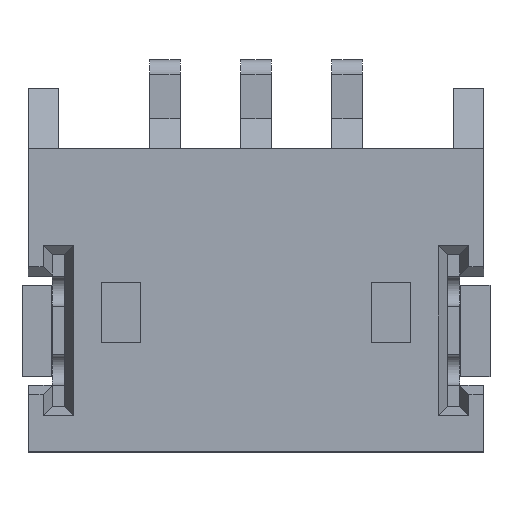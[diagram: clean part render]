
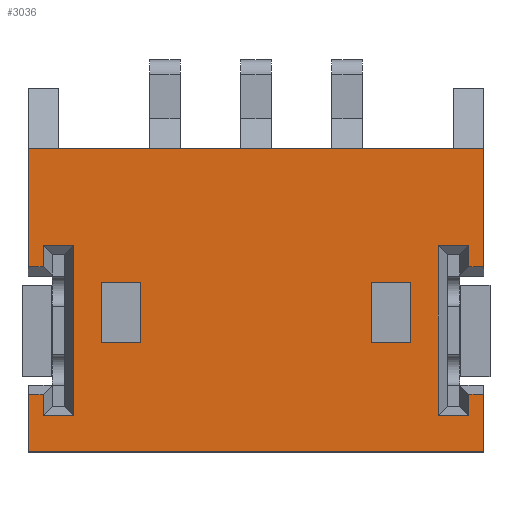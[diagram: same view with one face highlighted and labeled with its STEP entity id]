
A CAD part, top view. The second image highlights one B-rep face of the part: STEP entity #3036.
In plain terms, the highlighted planar face has unit normal (0, 0, 1).
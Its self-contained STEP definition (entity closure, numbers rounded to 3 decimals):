
#223=ORIENTED_EDGE('',*,*,#1035,.T.);
#224=ORIENTED_EDGE('',*,*,#1078,.F.);
#225=ORIENTED_EDGE('',*,*,#1092,.T.);
#226=ORIENTED_EDGE('',*,*,#1093,.T.);
#227=ORIENTED_EDGE('',*,*,#1094,.T.);
#228=ORIENTED_EDGE('',*,*,#1095,.T.);
#229=ORIENTED_EDGE('',*,*,#1096,.T.);
#230=ORIENTED_EDGE('',*,*,#1097,.T.);
#231=ORIENTED_EDGE('',*,*,#1098,.T.);
#232=ORIENTED_EDGE('',*,*,#1081,.F.);
#233=ORIENTED_EDGE('',*,*,#1073,.F.);
#234=ORIENTED_EDGE('',*,*,#1099,.T.);
#235=ORIENTED_EDGE('',*,*,#1100,.T.);
#236=ORIENTED_EDGE('',*,*,#1101,.T.);
#237=ORIENTED_EDGE('',*,*,#1102,.T.);
#238=ORIENTED_EDGE('',*,*,#1103,.T.);
#239=ORIENTED_EDGE('',*,*,#1104,.T.);
#240=ORIENTED_EDGE('',*,*,#1105,.T.);
#241=ORIENTED_EDGE('',*,*,#1106,.T.);
#242=ORIENTED_EDGE('',*,*,#1107,.T.);
#243=ORIENTED_EDGE('',*,*,#1108,.T.);
#244=ORIENTED_EDGE('',*,*,#1109,.T.);
#245=ORIENTED_EDGE('',*,*,#1110,.T.);
#246=ORIENTED_EDGE('',*,*,#1111,.T.);
#247=ORIENTED_EDGE('',*,*,#1112,.T.);
#248=ORIENTED_EDGE('',*,*,#1113,.T.);
#249=ORIENTED_EDGE('',*,*,#1114,.T.);
#250=ORIENTED_EDGE('',*,*,#1115,.T.);
#1035=EDGE_CURVE('',#1470,#1469,#1761,.T.);
#1073=EDGE_CURVE('',#1505,#1506,#1799,.T.);
#1078=EDGE_CURVE('',#1508,#1469,#1804,.T.);
#1081=EDGE_CURVE('',#1506,#1510,#1807,.T.);
#1092=EDGE_CURVE('',#1508,#1520,#1818,.T.);
#1093=EDGE_CURVE('',#1520,#1521,#1819,.T.);
#1094=EDGE_CURVE('',#1521,#1522,#1820,.T.);
#1095=EDGE_CURVE('',#1522,#1523,#1821,.T.);
#1096=EDGE_CURVE('',#1523,#1524,#1822,.T.);
#1097=EDGE_CURVE('',#1524,#1525,#1823,.T.);
#1098=EDGE_CURVE('',#1525,#1510,#1824,.T.);
#1099=EDGE_CURVE('',#1505,#1526,#1825,.T.);
#1100=EDGE_CURVE('',#1526,#1527,#1826,.T.);
#1101=EDGE_CURVE('',#1527,#1528,#1827,.T.);
#1102=EDGE_CURVE('',#1528,#1529,#1828,.T.);
#1103=EDGE_CURVE('',#1529,#1530,#1829,.T.);
#1104=EDGE_CURVE('',#1530,#1531,#1830,.T.);
#1105=EDGE_CURVE('',#1531,#1532,#1831,.T.);
#1106=EDGE_CURVE('',#1532,#1533,#1832,.T.);
#1107=EDGE_CURVE('',#1533,#1470,#1833,.T.);
#1108=EDGE_CURVE('',#1534,#1535,#1834,.T.);
#1109=EDGE_CURVE('',#1535,#1536,#1835,.T.);
#1110=EDGE_CURVE('',#1536,#1537,#1836,.T.);
#1111=EDGE_CURVE('',#1537,#1534,#1837,.T.);
#1112=EDGE_CURVE('',#1538,#1539,#1838,.T.);
#1113=EDGE_CURVE('',#1539,#1540,#1839,.T.);
#1114=EDGE_CURVE('',#1540,#1541,#1840,.T.);
#1115=EDGE_CURVE('',#1541,#1538,#1841,.T.);
#1469=VERTEX_POINT('',#4318);
#1470=VERTEX_POINT('',#4320);
#1505=VERTEX_POINT('',#4395);
#1506=VERTEX_POINT('',#4397);
#1508=VERTEX_POINT('',#4404);
#1510=VERTEX_POINT('',#4411);
#1520=VERTEX_POINT('',#4435);
#1521=VERTEX_POINT('',#4437);
#1522=VERTEX_POINT('',#4439);
#1523=VERTEX_POINT('',#4441);
#1524=VERTEX_POINT('',#4443);
#1525=VERTEX_POINT('',#4445);
#1526=VERTEX_POINT('',#4448);
#1527=VERTEX_POINT('',#4450);
#1528=VERTEX_POINT('',#4452);
#1529=VERTEX_POINT('',#4454);
#1530=VERTEX_POINT('',#4456);
#1531=VERTEX_POINT('',#4458);
#1532=VERTEX_POINT('',#4460);
#1533=VERTEX_POINT('',#4462);
#1534=VERTEX_POINT('',#4465);
#1535=VERTEX_POINT('',#4466);
#1536=VERTEX_POINT('',#4468);
#1537=VERTEX_POINT('',#4470);
#1538=VERTEX_POINT('',#4473);
#1539=VERTEX_POINT('',#4474);
#1540=VERTEX_POINT('',#4476);
#1541=VERTEX_POINT('',#4478);
#1761=LINE('',#4319,#2175);
#1799=LINE('',#4396,#2213);
#1804=LINE('',#4405,#2218);
#1807=LINE('',#4410,#2221);
#1818=LINE('',#4434,#2232);
#1819=LINE('',#4436,#2233);
#1820=LINE('',#4438,#2234);
#1821=LINE('',#4440,#2235);
#1822=LINE('',#4442,#2236);
#1823=LINE('',#4444,#2237);
#1824=LINE('',#4446,#2238);
#1825=LINE('',#4447,#2239);
#1826=LINE('',#4449,#2240);
#1827=LINE('',#4451,#2241);
#1828=LINE('',#4453,#2242);
#1829=LINE('',#4455,#2243);
#1830=LINE('',#4457,#2244);
#1831=LINE('',#4459,#2245);
#1832=LINE('',#4461,#2246);
#1833=LINE('',#4463,#2247);
#1834=LINE('',#4464,#2248);
#1835=LINE('',#4467,#2249);
#1836=LINE('',#4469,#2250);
#1837=LINE('',#4471,#2251);
#1838=LINE('',#4472,#2252);
#1839=LINE('',#4475,#2253);
#1840=LINE('',#4477,#2254);
#1841=LINE('',#4479,#2255);
#2175=VECTOR('',#3487,1000.);
#2213=VECTOR('',#3531,1000.);
#2218=VECTOR('',#3538,1000.);
#2221=VECTOR('',#3543,1000.);
#2232=VECTOR('',#3560,1000.);
#2233=VECTOR('',#3561,1000.);
#2234=VECTOR('',#3562,1000.);
#2235=VECTOR('',#3563,1000.);
#2236=VECTOR('',#3564,1000.);
#2237=VECTOR('',#3565,1000.);
#2238=VECTOR('',#3566,1000.);
#2239=VECTOR('',#3567,1000.);
#2240=VECTOR('',#3568,1000.);
#2241=VECTOR('',#3569,1000.);
#2242=VECTOR('',#3570,1000.);
#2243=VECTOR('',#3571,1000.);
#2244=VECTOR('',#3572,1000.);
#2245=VECTOR('',#3573,1000.);
#2246=VECTOR('',#3574,1000.);
#2247=VECTOR('',#3575,1000.);
#2248=VECTOR('',#3576,1000.);
#2249=VECTOR('',#3577,1000.);
#2250=VECTOR('',#3578,1000.);
#2251=VECTOR('',#3579,1000.);
#2252=VECTOR('',#3580,1000.);
#2253=VECTOR('',#3581,1000.);
#2254=VECTOR('',#3582,1000.);
#2255=VECTOR('',#3583,1000.);
#2547=EDGE_LOOP('',(#223,#224,#225,#226,#227,#228,#229,#230,#231,#232,#233,
#234,#235,#236,#237,#238,#239,#240,#241,#242));
#2548=EDGE_LOOP('',(#243,#244,#245,#246));
#2549=EDGE_LOOP('',(#247,#248,#249,#250));
#2719=FACE_BOUND('',#2547,.T.);
#2720=FACE_BOUND('',#2548,.T.);
#2721=FACE_BOUND('',#2549,.T.);
#2890=PLANE('',#3235);
#3036=ADVANCED_FACE('',(#2719,#2720,#2721),#2890,.T.);
#3235=AXIS2_PLACEMENT_3D('',#4433,#3558,#3559);
#3487=DIRECTION('',(-1.,0.,0.));
#3531=DIRECTION('',(-1.,0.,0.));
#3538=DIRECTION('',(0.,1.,0.));
#3543=DIRECTION('',(0.,1.,0.));
#3558=DIRECTION('',(0.,0.,1.));
#3559=DIRECTION('',(1.,0.,0.));
#3560=DIRECTION('',(1.,0.,0.));
#3561=DIRECTION('',(0.,1.,0.));
#3562=DIRECTION('',(1.,0.,0.));
#3563=DIRECTION('',(0.,-1.,0.));
#3564=DIRECTION('',(-1.,0.,0.));
#3565=DIRECTION('',(0.,1.,0.));
#3566=DIRECTION('',(-1.,0.,0.));
#3567=DIRECTION('',(0.,1.,0.));
#3568=DIRECTION('',(-1.,0.,0.));
#3569=DIRECTION('',(0.,-1.,0.));
#3570=DIRECTION('',(-1.,0.,0.));
#3571=DIRECTION('',(0.,1.,0.));
#3572=DIRECTION('',(1.,0.,0.));
#3573=DIRECTION('',(0.,-1.,0.));
#3574=DIRECTION('',(1.,0.,0.));
#3575=DIRECTION('',(0.,1.,0.));
#3576=DIRECTION('',(-1.,0.,0.));
#3577=DIRECTION('',(0.,1.,0.));
#3578=DIRECTION('',(1.,0.,0.));
#3579=DIRECTION('',(0.,-1.,0.));
#3580=DIRECTION('',(0.,1.,0.));
#3581=DIRECTION('',(1.,0.,0.));
#3582=DIRECTION('',(0.,-1.,0.));
#3583=DIRECTION('',(-1.,0.,0.));
#4318=CARTESIAN_POINT('',(-3.75,2.5,1.85));
#4319=CARTESIAN_POINT('',(3.75,2.5,1.85));
#4320=CARTESIAN_POINT('',(3.75,2.5,1.85));
#4395=CARTESIAN_POINT('',(3.75,-2.5,1.85));
#4396=CARTESIAN_POINT('',(3.75,-2.5,1.85));
#4397=CARTESIAN_POINT('',(-3.75,-2.5,1.85));
#4404=CARTESIAN_POINT('',(-3.75,0.55,1.85));
#4405=CARTESIAN_POINT('',(-3.75,-2.5,1.85));
#4410=CARTESIAN_POINT('',(-3.75,-2.5,1.85));
#4411=CARTESIAN_POINT('',(-3.75,-1.55,1.85));
#4433=CARTESIAN_POINT('',(3.75,-2.5,1.85));
#4434=CARTESIAN_POINT('',(-3.355,0.55,1.85));
#4435=CARTESIAN_POINT('',(-3.505,0.55,1.85));
#4436=CARTESIAN_POINT('',(-3.505,0.75,1.85));
#4437=CARTESIAN_POINT('',(-3.505,0.9,1.85));
#4438=CARTESIAN_POINT('',(-3.155,0.9,1.85));
#4439=CARTESIAN_POINT('',(-3.005,0.9,1.85));
#4440=CARTESIAN_POINT('',(-3.005,-1.75,1.85));
#4441=CARTESIAN_POINT('',(-3.005,-1.9,1.85));
#4442=CARTESIAN_POINT('',(-3.355,-1.9,1.85));
#4443=CARTESIAN_POINT('',(-3.505,-1.9,1.85));
#4444=CARTESIAN_POINT('',(-3.505,-1.4,1.85));
#4445=CARTESIAN_POINT('',(-3.505,-1.55,1.85));
#4446=CARTESIAN_POINT('',(-3.75,-1.55,1.85));
#4447=CARTESIAN_POINT('',(3.75,-2.5,1.85));
#4448=CARTESIAN_POINT('',(3.75,-1.55,1.85));
#4449=CARTESIAN_POINT('',(3.355,-1.55,1.85));
#4450=CARTESIAN_POINT('',(3.505,-1.55,1.85));
#4451=CARTESIAN_POINT('',(3.505,-1.75,1.85));
#4452=CARTESIAN_POINT('',(3.505,-1.9,1.85));
#4453=CARTESIAN_POINT('',(3.155,-1.9,1.85));
#4454=CARTESIAN_POINT('',(3.005,-1.9,1.85));
#4455=CARTESIAN_POINT('',(3.005,0.75,1.85));
#4456=CARTESIAN_POINT('',(3.005,0.9,1.85));
#4457=CARTESIAN_POINT('',(3.355,0.9,1.85));
#4458=CARTESIAN_POINT('',(3.505,0.9,1.85));
#4459=CARTESIAN_POINT('',(3.505,0.4,1.85));
#4460=CARTESIAN_POINT('',(3.505,0.55,1.85));
#4461=CARTESIAN_POINT('',(3.75,0.55,1.85));
#4462=CARTESIAN_POINT('',(3.75,0.55,1.85));
#4463=CARTESIAN_POINT('',(3.75,-2.5,1.85));
#4464=CARTESIAN_POINT('',(-1.9,-0.7,1.85));
#4465=CARTESIAN_POINT('',(-1.9,-0.7,1.85));
#4466=CARTESIAN_POINT('',(-2.55,-0.7,1.85));
#4467=CARTESIAN_POINT('',(-2.55,-0.7,1.85));
#4468=CARTESIAN_POINT('',(-2.55,0.3,1.85));
#4469=CARTESIAN_POINT('',(-2.55,0.3,1.85));
#4470=CARTESIAN_POINT('',(-1.9,0.3,1.85));
#4471=CARTESIAN_POINT('',(-1.9,0.3,1.85));
#4472=CARTESIAN_POINT('',(1.9,-0.7,1.85));
#4473=CARTESIAN_POINT('',(1.9,-0.7,1.85));
#4474=CARTESIAN_POINT('',(1.9,0.3,1.85));
#4475=CARTESIAN_POINT('',(1.9,0.3,1.85));
#4476=CARTESIAN_POINT('',(2.55,0.3,1.85));
#4477=CARTESIAN_POINT('',(2.55,0.3,1.85));
#4478=CARTESIAN_POINT('',(2.55,-0.7,1.85));
#4479=CARTESIAN_POINT('',(2.55,-0.7,1.85));
